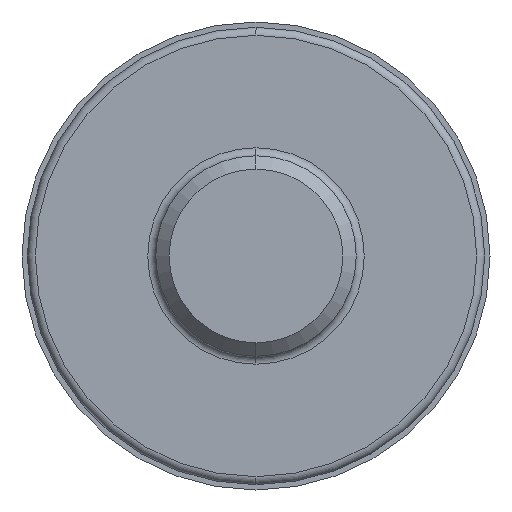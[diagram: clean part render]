
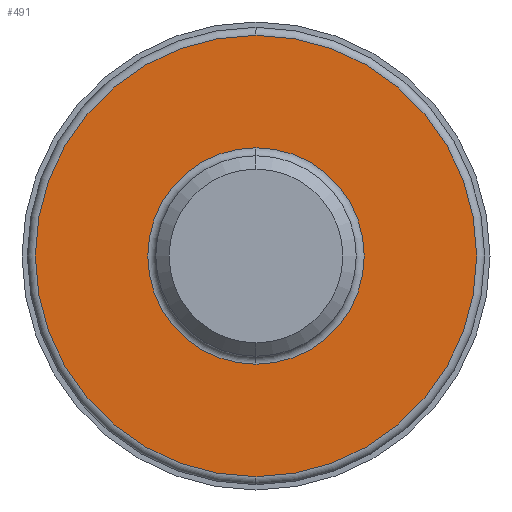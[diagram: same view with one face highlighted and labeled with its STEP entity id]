
A CAD part, left-side view. The second image highlights one B-rep face of the part: STEP entity #491.
In plain terms, the highlighted planar face has unit normal (-1, 0, 0).
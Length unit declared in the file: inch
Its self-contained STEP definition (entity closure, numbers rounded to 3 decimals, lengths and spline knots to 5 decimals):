
#5 = CIRCLE ( 'NONE', #660, 0.40485 ) ;
#22 = DIRECTION ( 'NONE',  ( 0., 0., 1. ) ) ;
#26 = DIRECTION ( 'NONE',  ( -1., 0., 0. ) ) ;
#32 = CARTESIAN_POINT ( 'NONE',  ( 2.25, 0., 0. ) ) ;
#110 = DIRECTION ( 'NONE',  ( 1., 0., 0. ) ) ;
#112 = VERTEX_POINT ( 'NONE', #521 ) ;
#163 = EDGE_CURVE ( 'NONE', #771, #347, #5, .T. ) ;
#204 = FACE_OUTER_BOUND ( 'NONE', #345, .T. ) ;
#246 = DIRECTION ( 'NONE',  ( -1., 0., 0. ) ) ;
#265 = CIRCLE ( 'NONE', #372, 0.825 ) ;
#271 = DIRECTION ( 'NONE',  ( -1., 0., 0. ) ) ;
#281 = CIRCLE ( 'NONE', #549, 0.40485 ) ;
#288 = ORIENTED_EDGE ( 'NONE', *, *, #426, .F. ) ;
#290 = CARTESIAN_POINT ( 'NONE',  ( 2.25, 0., 0. ) ) ;
#345 = EDGE_LOOP ( 'NONE', ( #783, #522 ) ) ;
#347 = VERTEX_POINT ( 'NONE', #833 ) ;
#349 = DIRECTION ( 'NONE',  ( 0., 0., 1. ) ) ;
#372 = AXIS2_PLACEMENT_3D ( 'NONE', #32, #26, #22 ) ;
#373 = FACE_BOUND ( 'NONE', #452, .T. ) ;
#389 = PLANE ( 'NONE',  #498 ) ;
#394 = CARTESIAN_POINT ( 'NONE',  ( 2.25, 0., -0.825 ) ) ;
#400 = AXIS2_PLACEMENT_3D ( 'NONE', #290, #271, #762 ) ;
#426 = EDGE_CURVE ( 'NONE', #347, #771, #281, .T. ) ;
#452 = EDGE_LOOP ( 'NONE', ( #288, #743 ) ) ;
#491 = ADVANCED_FACE ( 'NONE', ( #373, #204 ), #389, .F. ) ;
#497 = DIRECTION ( 'NONE',  ( 0., 0., 1. ) ) ;
#498 = AXIS2_PLACEMENT_3D ( 'NONE', #784, #110, #504 ) ;
#504 = DIRECTION ( 'NONE',  ( 0., 0., -1. ) ) ;
#521 = CARTESIAN_POINT ( 'NONE',  ( 2.25, 0., 0.825 ) ) ;
#522 = ORIENTED_EDGE ( 'NONE', *, *, #719, .T. ) ;
#529 = CARTESIAN_POINT ( 'NONE',  ( 2.25, 0., -0.40485 ) ) ;
#549 = AXIS2_PLACEMENT_3D ( 'NONE', #706, #246, #497 ) ;
#646 = CIRCLE ( 'NONE', #400, 0.825 ) ;
#660 = AXIS2_PLACEMENT_3D ( 'NONE', #803, #731, #349 ) ;
#706 = CARTESIAN_POINT ( 'NONE',  ( 2.25, 0., 0. ) ) ;
#719 = EDGE_CURVE ( 'NONE', #815, #112, #265, .T. ) ;
#731 = DIRECTION ( 'NONE',  ( -1., 0., 0. ) ) ;
#743 = ORIENTED_EDGE ( 'NONE', *, *, #163, .F. ) ;
#762 = DIRECTION ( 'NONE',  ( 0., 0., 1. ) ) ;
#771 = VERTEX_POINT ( 'NONE', #529 ) ;
#783 = ORIENTED_EDGE ( 'NONE', *, *, #892, .T. ) ;
#784 = CARTESIAN_POINT ( 'NONE',  ( 2.25, 0.825, 0. ) ) ;
#803 = CARTESIAN_POINT ( 'NONE',  ( 2.25, 0., 0. ) ) ;
#815 = VERTEX_POINT ( 'NONE', #394 ) ;
#833 = CARTESIAN_POINT ( 'NONE',  ( 2.25, 0., 0.40485 ) ) ;
#892 = EDGE_CURVE ( 'NONE', #112, #815, #646, .T. ) ;
